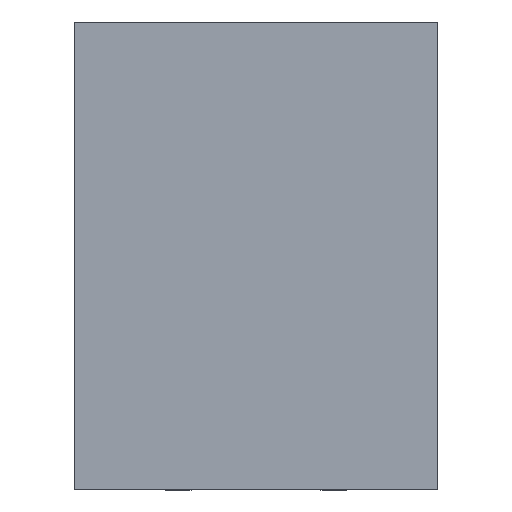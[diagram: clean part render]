
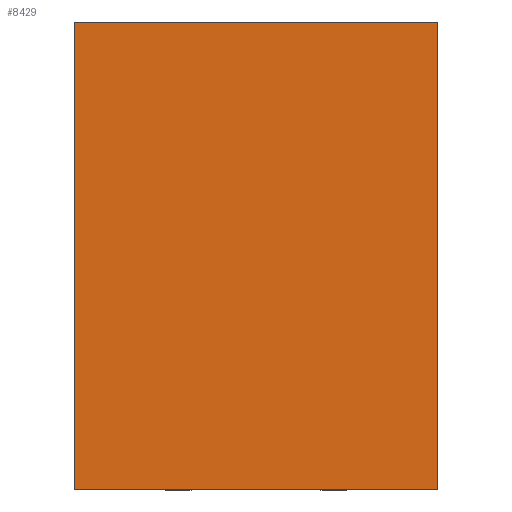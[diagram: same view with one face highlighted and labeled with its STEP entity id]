
A CAD part, top view. The second image highlights one B-rep face of the part: STEP entity #8429.
In plain terms, the highlighted planar face has unit normal (0, 0, 1).
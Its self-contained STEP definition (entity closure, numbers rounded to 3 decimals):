
#239 = EDGE_CURVE ( 'NONE', #1803, #8987, #6732, .T. ) ;
#420 = VECTOR ( 'NONE', #7342, 1000. ) ;
#636 = DIRECTION ( 'NONE',  ( 0., 1., 0. ) ) ;
#656 = CARTESIAN_POINT ( 'NONE',  ( -1.75, -2.25, 1. ) ) ;
#914 = VECTOR ( 'NONE', #636, 1000. ) ;
#1251 = CARTESIAN_POINT ( 'NONE',  ( 0., 0., 1. ) ) ;
#1792 = ORIENTED_EDGE ( 'NONE', *, *, #2517, .F. ) ;
#1803 = VERTEX_POINT ( 'NONE', #4660 ) ;
#2019 = DIRECTION ( 'NONE',  ( -1., 0., 0. ) ) ;
#2144 = CARTESIAN_POINT ( 'NONE',  ( 1.75, -2.25, 1. ) ) ;
#2517 = EDGE_CURVE ( 'NONE', #9841, #3263, #3195, .T. ) ;
#2566 = EDGE_LOOP ( 'NONE', ( #1792, #7133, #4690, #4219 ) ) ;
#3056 = CARTESIAN_POINT ( 'NONE',  ( 1.75, 2.25, 1. ) ) ;
#3195 = LINE ( 'NONE', #3056, #8993 ) ;
#3263 = VERTEX_POINT ( 'NONE', #6055 ) ;
#4088 = AXIS2_PLACEMENT_3D ( 'NONE', #1251, #6559, #2019 ) ;
#4219 = ORIENTED_EDGE ( 'NONE', *, *, #6304, .F. ) ;
#4259 = CARTESIAN_POINT ( 'NONE',  ( -1.75, 2.25, 1. ) ) ;
#4531 = LINE ( 'NONE', #6569, #420 ) ;
#4660 = CARTESIAN_POINT ( 'NONE',  ( -1.75, -2.25, 1. ) ) ;
#4690 = ORIENTED_EDGE ( 'NONE', *, *, #239, .F. ) ;
#5283 = DIRECTION ( 'NONE',  ( 0., -1., 0. ) ) ;
#5825 = PLANE ( 'NONE',  #4088 ) ;
#6055 = CARTESIAN_POINT ( 'NONE',  ( 1.75, -2.25, 1. ) ) ;
#6304 = EDGE_CURVE ( 'NONE', #3263, #1803, #8187, .T. ) ;
#6559 = DIRECTION ( 'NONE',  ( 0., 0., -1. ) ) ;
#6569 = CARTESIAN_POINT ( 'NONE',  ( -1.75, 2.25, 1. ) ) ;
#6641 = CARTESIAN_POINT ( 'NONE',  ( 1.75, 2.25, 1. ) ) ;
#6695 = EDGE_CURVE ( 'NONE', #8987, #9841, #4531, .T. ) ;
#6732 = LINE ( 'NONE', #656, #914 ) ;
#7133 = ORIENTED_EDGE ( 'NONE', *, *, #6695, .F. ) ;
#7342 = DIRECTION ( 'NONE',  ( 1., 0., 0. ) ) ;
#7854 = FACE_OUTER_BOUND ( 'NONE', #2566, .T. ) ;
#7937 = VECTOR ( 'NONE', #8227, 1000. ) ;
#8187 = LINE ( 'NONE', #2144, #7937 ) ;
#8227 = DIRECTION ( 'NONE',  ( -1., 0., 0. ) ) ;
#8429 = ADVANCED_FACE ( 'NONE', ( #7854 ), #5825, .F. ) ;
#8987 = VERTEX_POINT ( 'NONE', #4259 ) ;
#8993 = VECTOR ( 'NONE', #5283, 1000. ) ;
#9841 = VERTEX_POINT ( 'NONE', #6641 ) ;
